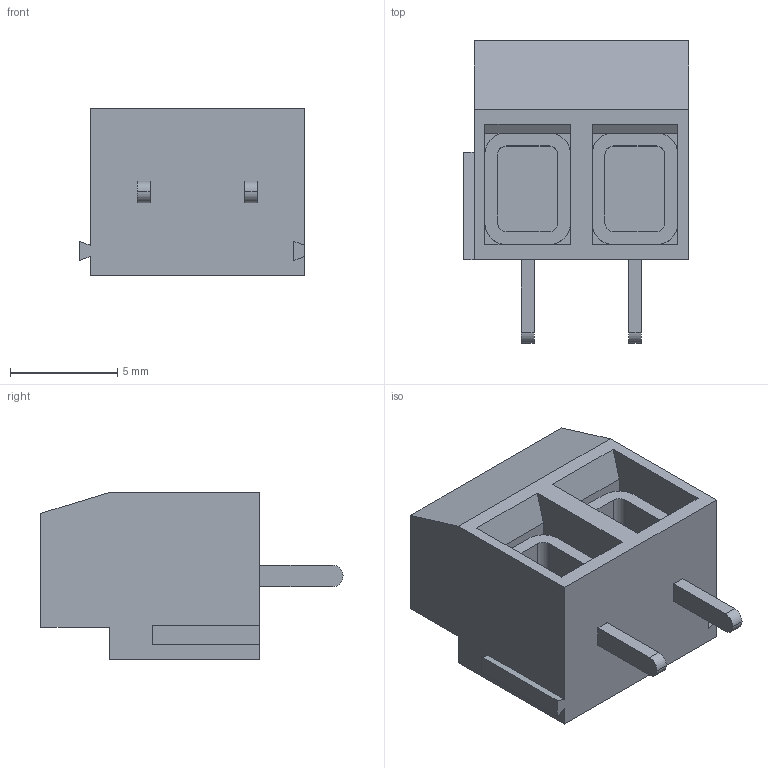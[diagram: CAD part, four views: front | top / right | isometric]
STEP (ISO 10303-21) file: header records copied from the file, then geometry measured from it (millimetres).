
FILE_DESCRIPTION (( 'STEP AP214' ), '1' );
FILE_NAME('Ningbo_Kangnex_Elec_WJ126V-5.0-2P.STEP', '2021-08-06T08:16:00', 'Stefan Hamminga', '', '', '', '');
FILE_SCHEMA (( 'AUTOMOTIVE_DESIGN' ));
Length unit declared in the file: millimetre
Products named in the file (1): Ningbo_Kangnex_Elec_WJ126V-5.0-2P
Bounding box: 10.5 x 14.1 x 7.8 mm (x, y, z)
Volume: 502.6 mm3; surface area: 1178.8 mm2
Topology: 5 solids, 5 shells, 113 faces, 292 edges, 193 vertices
Faces by surface type: plane 79, cylinder 28, torus 6
Entity records: 3945 total; most frequent: CARTESIAN_POINT 647, ORIENTED_EDGE 584, DIRECTION 584, EDGE_CURVE 292, LINE 212, VECTOR 212, VERTEX_POINT 193, AXIS2_PLACEMENT_3D 186
